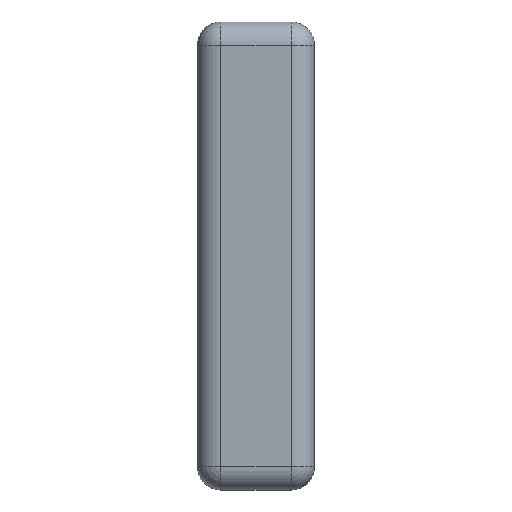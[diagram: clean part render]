
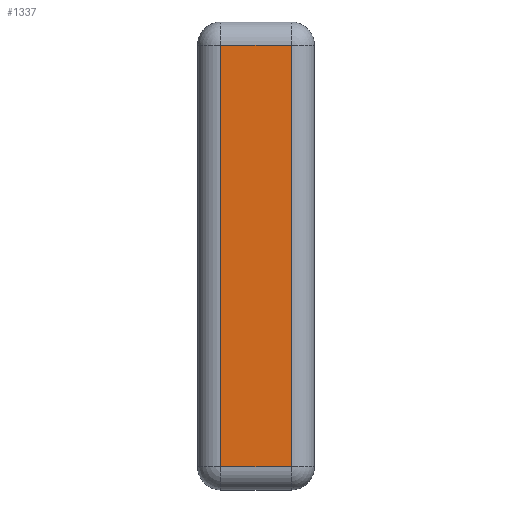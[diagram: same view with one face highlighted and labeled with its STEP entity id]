
A CAD part, top view. The second image highlights one B-rep face of the part: STEP entity #1337.
In plain terms, the highlighted planar face has unit normal (0, 0, 1).
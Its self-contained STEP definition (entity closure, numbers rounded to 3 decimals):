
#165=FACE_OUTER_BOUND('',#243,.T.);
#243=EDGE_LOOP('',(#1171,#1172,#1173,#1174));
#392=LINE('',#2377,#506);
#398=LINE('',#2391,#512);
#404=LINE('',#2420,#518);
#405=LINE('',#2422,#519);
#506=VECTOR('',#1757,1000.);
#512=VECTOR('',#1771,1000.);
#518=VECTOR('',#1815,1000.);
#519=VECTOR('',#1818,1000.);
#637=VERTEX_POINT('',#2370);
#640=VERTEX_POINT('',#2375);
#643=VERTEX_POINT('',#2388);
#644=VERTEX_POINT('',#2390);
#815=EDGE_CURVE('',#637,#640,#392,.T.);
#822=EDGE_CURVE('',#644,#643,#398,.T.);
#837=EDGE_CURVE('',#643,#637,#404,.T.);
#838=EDGE_CURVE('',#640,#644,#405,.T.);
#1171=ORIENTED_EDGE('',*,*,#837,.T.);
#1172=ORIENTED_EDGE('',*,*,#815,.T.);
#1173=ORIENTED_EDGE('',*,*,#838,.T.);
#1174=ORIENTED_EDGE('',*,*,#822,.T.);
#1277=PLANE('',#1477);
#1337=ADVANCED_FACE('',(#165),#1277,.T.);
#1477=AXIS2_PLACEMENT_3D('',#2425,#1822,#1823);
#1757=DIRECTION('',(0.,-1.,0.));
#1771=DIRECTION('',(0.,1.,0.));
#1815=DIRECTION('',(-1.,0.,0.));
#1818=DIRECTION('',(1.,0.,0.));
#1822=DIRECTION('center_axis',(0.,0.,
1.));
#1823=DIRECTION('ref_axis',(-1.,0.,0.));
#2370=CARTESIAN_POINT('',(-3.,18.,2.5));
#2375=CARTESIAN_POINT('',(-3.,-18.,2.5));
#2377=CARTESIAN_POINT('',(-3.,18.,2.5));
#2388=CARTESIAN_POINT('',(3.,18.,2.5));
#2390=CARTESIAN_POINT('',(3.,-18.,2.5));
#2391=CARTESIAN_POINT('',(3.,-18.,2.5));
#2420=CARTESIAN_POINT('',(3.,18.,2.5));
#2422=CARTESIAN_POINT('',(-3.,-18.,2.5));
#2425=CARTESIAN_POINT('Origin',(0.,0.,2.5));
